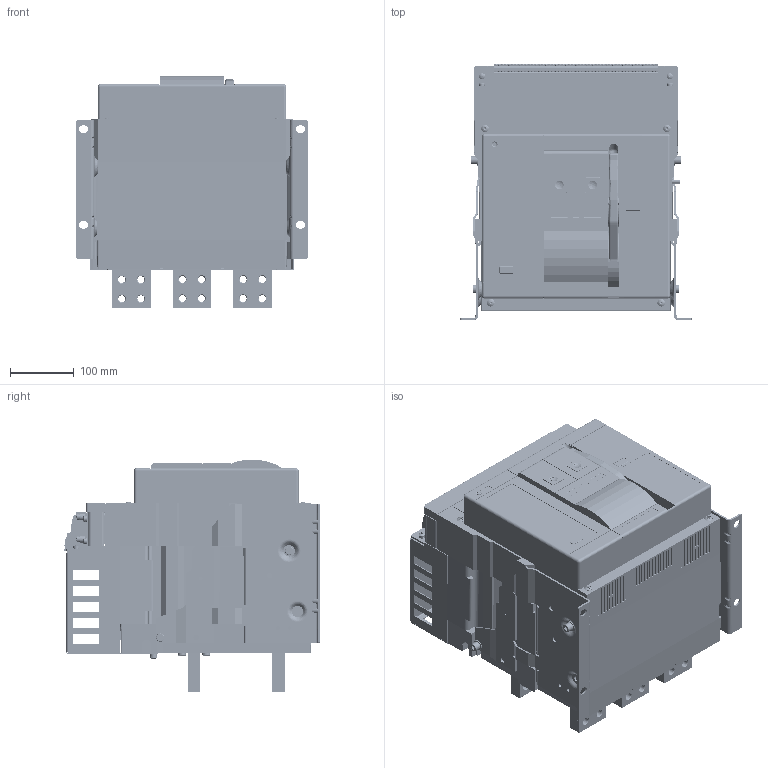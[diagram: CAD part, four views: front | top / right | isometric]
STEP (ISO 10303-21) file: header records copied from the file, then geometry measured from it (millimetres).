
FILE_DESCRIPTION(/* description */ (''),/* implementation_level */ '2;1');
FILE_NAME(/* name */ 'CW3-2500_F_IEK_优化.stp',/* time_stamp */ '2024-10-14T16:34:34+08:00',/* author */ (''),/* organization */ (''),/* preprocessor_version */ 'ST-DEVELOPER v16.7',/* originating_system */ 'SIEMENS PLM Software NX 12.0',/* authorisation */ '');
FILE_SCHEMA (('AUTOMOTIVE_DESIGN { 1 0 10303 214 3 1 1 1 }'));
Products named in the file (1): _model3
Bounding box: 362 x 400.5 x 364.79 mm (x, y, z)
Volume: 27848352.6 mm3; surface area: 1405704.3 mm2
Topology: 16 solids, 48 shells, 6419 faces, 15933 edges, 9886 vertices
Faces by surface type: plane 4105, cylinder 1385, cone 455, torus 282, bspline 101, sphere 88, revolution 2, extrusion 1
Full cylindrical faces by diameter (mm): 2.8 x8, 3.5 x4, 3.6 x192, 4 x4, 5 x15, 5.2 x3, 5.5 x2, 6 x7, 6.09 x2, 6.2 x1, 7.6 x1, 8 x23, 8.4 x2, 8.5 x16, 8.75 x10, 9 x6, 9.5 x10, 10 x11, 10.71 x18, 11 x24, 12 x34, 13 x20, 14 x12, 16 x2
Entity records: 234675 total; most frequent: CARTESIAN_POINT 49443, DIRECTION 31318, ORIENTED_EDGE 29586, EDGE_CURVE 14793, AXIS2_PLACEMENT_3D 10692, VECTOR 9932, LINE 9931, VERTEX_POINT 9473
